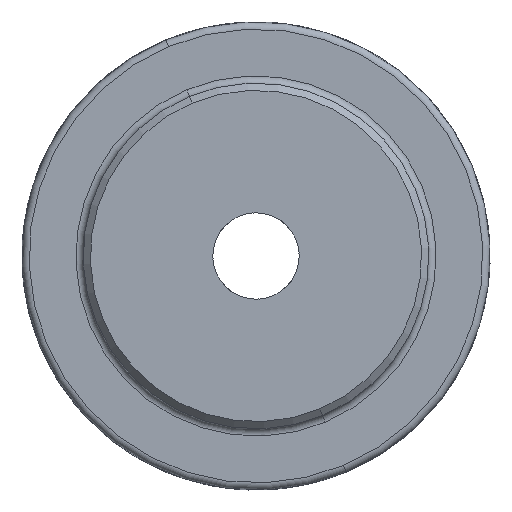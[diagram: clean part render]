
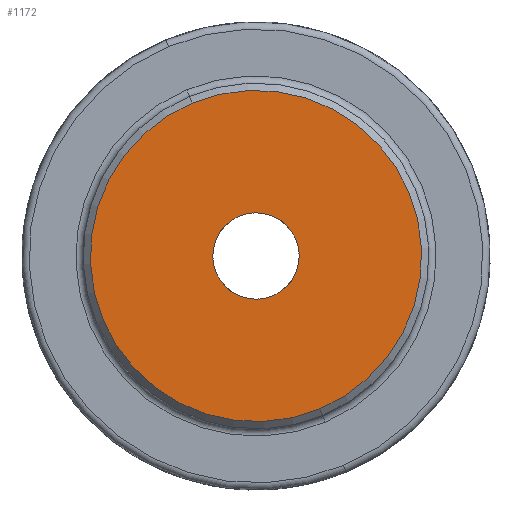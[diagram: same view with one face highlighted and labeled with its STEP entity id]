
A CAD part, left-side view. The second image highlights one B-rep face of the part: STEP entity #1172.
In plain terms, the highlighted face is planar.
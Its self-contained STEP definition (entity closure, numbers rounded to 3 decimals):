
#468=CARTESIAN_POINT('',(0.,0.,0.));
#469=DIRECTION('',(0.,0.,1.));
#470=DIRECTION('',(-1.,0.,0.));
#471=AXIS2_PLACEMENT_3D('',#468,#469,#470);
#477=CARTESIAN_POINT('',(0.,0.,0.));
#478=DIRECTION('',(0.,0.,1.));
#479=DIRECTION('',(1.,0.,0.));
#480=AXIS2_PLACEMENT_3D('',#477,#478,#479);
#491=CARTESIAN_POINT('',(0.,0.,0.));
#492=DIRECTION('',(0.,0.,1.));
#493=DIRECTION('',(-1.,0.,0.));
#494=AXIS2_PLACEMENT_3D('',#491,#492,#493);
#496=CARTESIAN_POINT('',(0.,0.,0.));
#497=DIRECTION('',(0.,0.,1.));
#498=DIRECTION('',(1.,0.,0.));
#499=AXIS2_PLACEMENT_3D('',#496,#497,#498);
#555=CARTESIAN_POINT('',(23.,0.,0.));
#556=CARTESIAN_POINT('',(-23.,0.,0.));
#557=VERTEX_POINT('',#555);
#558=VERTEX_POINT('',#556);
#585=CARTESIAN_POINT('',(6.,0.,0.));
#586=CARTESIAN_POINT('',(-6.,0.,0.));
#587=VERTEX_POINT('',#585);
#588=VERTEX_POINT('',#586);
#1157=CARTESIAN_POINT('',(0.,0.,0.));
#1158=DIRECTION('',(0.,0.,1.));
#1159=DIRECTION('',(1.,0.,0.));
#1160=AXIS2_PLACEMENT_3D('',#1157,#1158,#1159);
#1161=PLANE('',#1160);
#1163=ORIENTED_EDGE('',*,*,#1162,.T.);
#1165=ORIENTED_EDGE('',*,*,#1164,.T.);
#1166=EDGE_LOOP('',(#1163,#1165));
#1167=FACE_OUTER_BOUND('',#1166,.F.);
#1168=ORIENTED_EDGE('',*,*,#1150,.F.);
#1169=ORIENTED_EDGE('',*,*,#1137,.F.);
#1170=EDGE_LOOP('',(#1168,#1169));
#1171=FACE_BOUND('',#1170,.F.);
#1172=ADVANCED_FACE('',(#1167,#1171),#1161,.F.);
#472=CIRCLE('',#471,6.);
#481=CIRCLE('',#480,6.);
#495=CIRCLE('',#494,23.);
#500=CIRCLE('',#499,23.);
#1137=EDGE_CURVE('',#588,#587,#472,.T.);
#1150=EDGE_CURVE('',#587,#588,#481,.T.);
#1162=EDGE_CURVE('',#558,#557,#495,.T.);
#1164=EDGE_CURVE('',#557,#558,#500,.T.);
